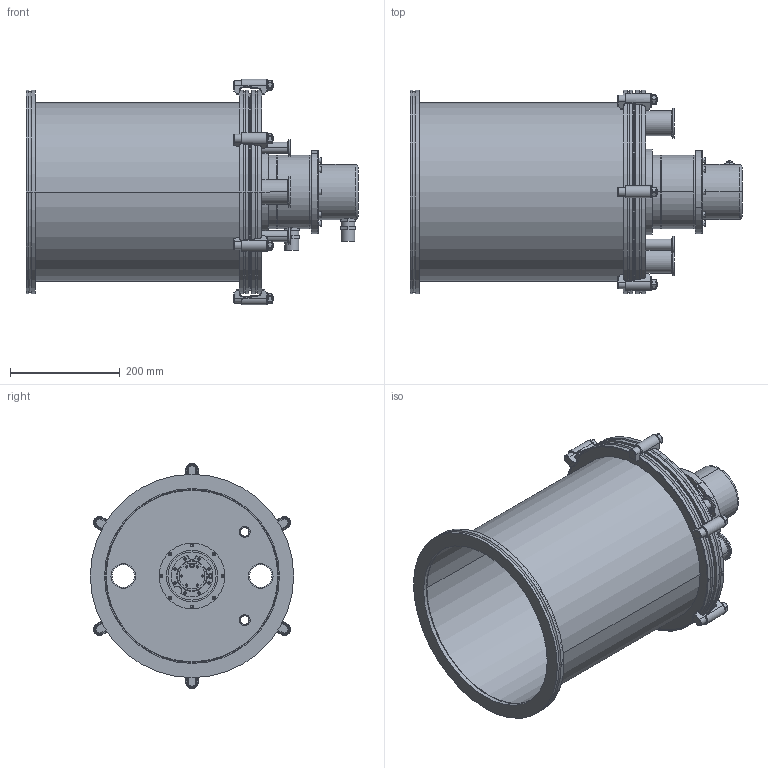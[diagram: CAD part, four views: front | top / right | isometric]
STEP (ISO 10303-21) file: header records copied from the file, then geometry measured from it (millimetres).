
FILE_DESCRIPTION((''),'2;1');
FILE_NAME('0000008885_ASM','2011-07-20T',('brecht'),(''),'PRO/ENGINEER BY PARAMETRIC TECHNOLOGY CORPORATION, 2008090','PRO/ENGINEER BY PARAMETRIC TECHNOLOGY CORPORATION, 2008090','');
FILE_SCHEMA(('AUTOMOTIVE_DESIGN_CC2 { 1 2 10303 214 -1 1 5 2 }'));
Length unit declared in the file: millimetre
Products named in the file (13): 0000008883; STUTZEN-KF16-70; STUTZEN-KF40-70; 0000008884_ASM; DICHTRING_K320; 0000008881; 212-036; 0000008880_ASM; KRYO-HEAD_CH204S; KLAMMER_K320; KLAMMER-SET-K320_ASM; 0000003821; 0000008885_ASM
Assembly tree (20 placements, depth 3):
  0000008885_ASM
    0000008884_ASM
      0000008883
      STUTZEN-KF16-70  x2
      STUTZEN-KF40-70  x2
    DICHTRING_K320
    0000008880_ASM
      0000008881
      212-036  x2
    KRYO-HEAD_CH204S
    KLAMMER-SET-K320_ASM
      KLAMMER_K320  x6
    0000003821
Bounding box: 603.9 x 370 x 410 mm (x, y, z)
Volume: 6448549.4 mm3; surface area: 1620155 mm2
Topology: 19 solids, 19 shells, 1363 faces, 3091 edges, 1854 vertices
Faces by surface type: cylinder 568, plane 393, cone 134, torus 130, sphere 84, bspline 54
Entity records: 23766 total; most frequent: CARTESIAN_POINT 3635, DIRECTION 3509, ORIENTED_EDGE 2896, EDGE_CURVE 1448, AXIS2_PLACEMENT_3D 1428, PRESENTATION_STYLE_ASSIGNMENT 1279, STYLED_ITEM 1197, CURVE_STYLE 1145
